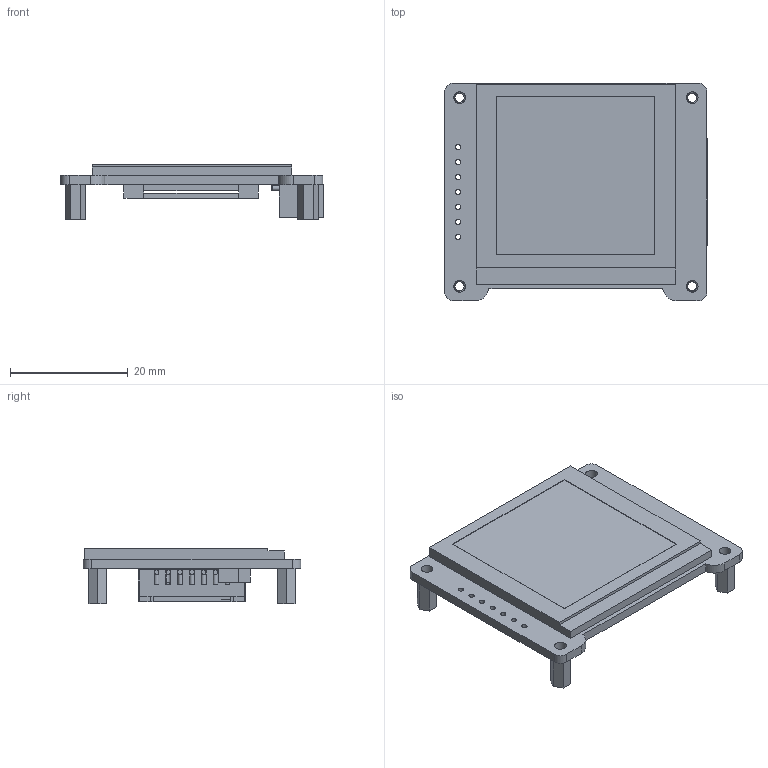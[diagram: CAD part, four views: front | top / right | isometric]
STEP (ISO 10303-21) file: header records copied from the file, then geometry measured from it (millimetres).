
FILE_DESCRIPTION(/* description */ (''),/* implementation_level */ '2;1');
FILE_NAME(/* name */ 'OLED_1.5_SSD1315_128x128.step',/* time_stamp */ '2023-03-01T12:57:17Z',/* author */ (''),/* organization */ (''),/* preprocessor_version */ 'ST-DEVELOPER v19.2',/* originating_system */ 'Autodesk Translation Framework v11.17.0.187',/* authorisation */ '');
FILE_SCHEMA (('AUTOMOTIVE_DESIGN { 1 0 10303 214 3 1 1 }'));
Length unit declared in the file: millimetre
Products named in the file (5): (Unsaved); OLED_1.5_SSD1315_128x128; 1_5INCH_OLED_RGB_PCBA; 1_5INCH-RGB-OLED; M2XH6_COPPER-POST
Assembly tree (7 placements, depth 3):
  (Unsaved)
    OLED_1.5_SSD1315_128x128
      M2XH6_COPPER-POST  x4
      1_5INCH_OLED_RGB_PCBA
      1_5INCH-RGB-OLED
Bounding box: 44.55 x 37 x 9.5 mm (x, y, z)
Volume: 5066.8 mm3; surface area: 7720.5 mm2
Topology: 6 solids, 6 shells, 294 faces, 852 edges, 551 vertices
Faces by surface type: plane 148, cylinder 106, bspline 32, cone 8
Full cylindrical faces by diameter (mm): 0.8 x14, 0.889 x7, 2 x60
Entity records: 11189 total; most frequent: CARTESIAN_POINT 5855, ORIENTED_EDGE 1096, DIRECTION 969, EDGE_CURVE 548, LINE 361, VECTOR 361, VERTEX_POINT 357, AXIS2_PLACEMENT_3D 304
